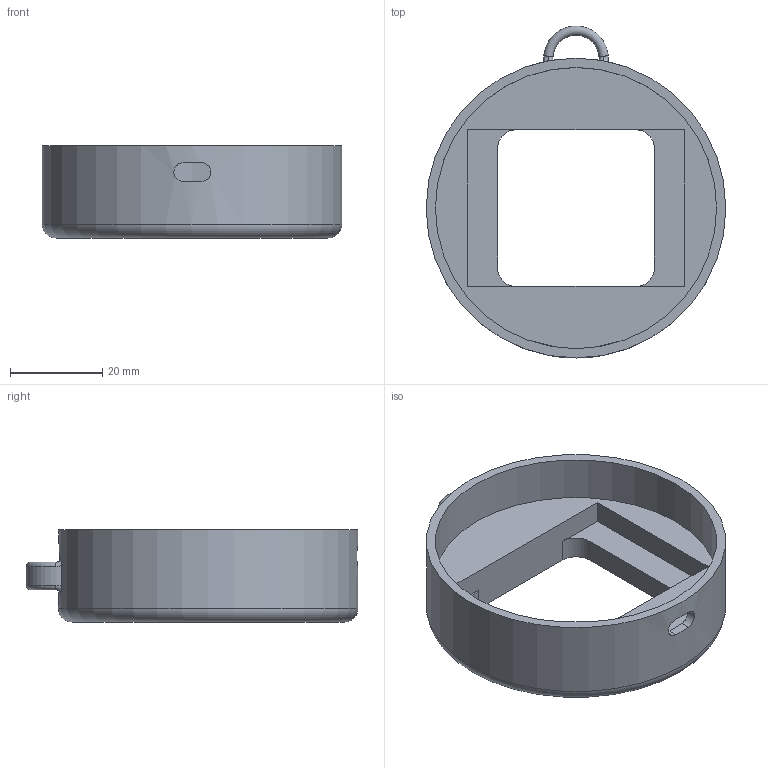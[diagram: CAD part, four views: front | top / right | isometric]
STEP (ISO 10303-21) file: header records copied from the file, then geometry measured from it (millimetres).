
FILE_DESCRIPTION(/* description */ (''),/* implementation_level */ '2;1');
FILE_NAME(/* name */ 'HackCharmCase v7.step',/* time_stamp */ '2025-06-11T05:53:18-04:00',/* author */ (''),/* organization */ (''),/* preprocessor_version */ 'ST-DEVELOPER v20.1',/* originating_system */ 'Autodesk Translation Framework v14.10.0.0',/* authorisation */ '');
FILE_SCHEMA (('AUTOMOTIVE_DESIGN { 1 0 10303 214 3 1 1 }'));
Length unit declared in the file: millimetre
Products named in the file (1): HackCharmCase
Bounding box: 65 x 72 x 20 mm (x, y, z)
Volume: 23219.4 mm3; surface area: 11785.9 mm2
Topology: 1 solids, 1 shells, 38 faces, 105 edges, 70 vertices
Faces by surface type: plane 15, cylinder 12, bspline 8, torus 3
Full cylindrical faces by diameter (mm): 61 x1, 65 x1
Entity records: 1696 total; most frequent: CARTESIAN_POINT 725, ORIENTED_EDGE 210, DIRECTION 170, EDGE_CURVE 105, VERTEX_POINT 70, AXIS2_PLACEMENT_3D 62, LINE 46, VECTOR 46
